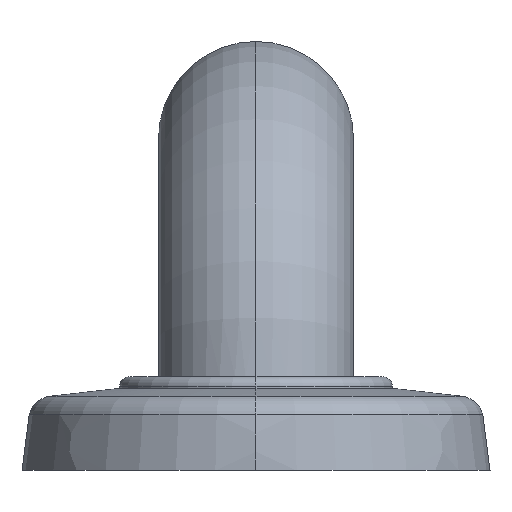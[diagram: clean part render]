
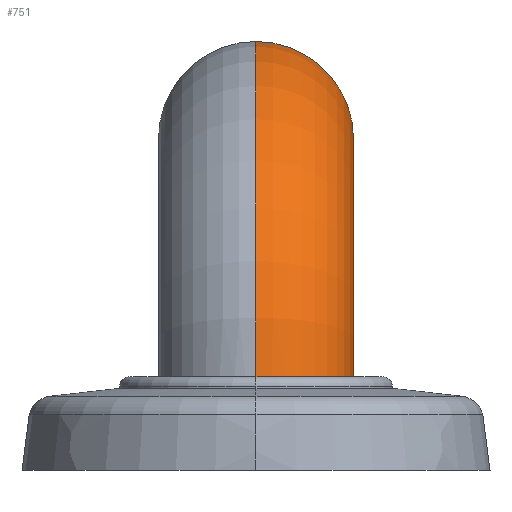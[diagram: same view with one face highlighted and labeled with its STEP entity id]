
A CAD part, left-side view. The second image highlights one B-rep face of the part: STEP entity #751.
In plain terms, the highlighted toroidal (fillet/blend) face has major radius 41.275 mm and minor radius 15.875 mm.
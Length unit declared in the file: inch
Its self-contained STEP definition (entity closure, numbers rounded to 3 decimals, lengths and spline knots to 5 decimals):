
#206=CARTESIAN_POINT('',(-6.375,0.,2.125));
#207=DIRECTION('',(1.,0.,0.));
#208=DIRECTION('',(0.,0.,1.));
#209=AXIS2_PLACEMENT_3D('',#206,#207,#208);
#215=CARTESIAN_POINT('',(-6.375,0.,0.5));
#216=DIRECTION('',(0.,1.,0.));
#217=DIRECTION('',(-0.999,0.,0.044));
#218=AXIS2_PLACEMENT_3D('',#215,#216,#217);
#220=CARTESIAN_POINT('',(-7.36999,0.,0.6));
#251=CARTESIAN_POINT('',(-8.62278,0.,0.6));
#253=CARTESIAN_POINT('',(-8.62278,0.,0.6));
#254=CARTESIAN_POINT('',(-8.62278,-0.02263,0.6));
#255=CARTESIAN_POINT('',(-8.62034,-0.06758,0.6));
#256=CARTESIAN_POINT('',(-8.60936,-0.13456,0.6));
#257=CARTESIAN_POINT('',(-8.59123,-0.19981,0.6));
#258=CARTESIAN_POINT('',(-8.56611,-0.26285,0.6));
#259=CARTESIAN_POINT('',(-8.53438,-0.32268,0.6));
#260=CARTESIAN_POINT('',(-8.49625,-0.37888,0.6));
#261=CARTESIAN_POINT('',(-8.4524,-0.43048,0.6));
#262=CARTESIAN_POINT('',(-8.40303,-0.47721,0.6));
#263=CARTESIAN_POINT('',(-8.3491,-0.51818,0.6));
#264=CARTESIAN_POINT('',(-8.29079,-0.55324,0.6));
#265=CARTESIAN_POINT('',(-8.22928,-0.58167,0.6));
#266=CARTESIAN_POINT('',(-8.16474,-0.6034,0.6));
#267=CARTESIAN_POINT('',(-8.09852,-0.61796,0.6));
#268=CARTESIAN_POINT('',(-8.03075,-0.62532,0.6));
#269=CARTESIAN_POINT('',(-7.9629,-0.62531,0.6));
#270=CARTESIAN_POINT('',(-7.8951,-0.61793,0.6));
#271=CARTESIAN_POINT('',(-7.8288,-0.60334,0.6));
#272=CARTESIAN_POINT('',(-7.76414,-0.58156,0.6));
#273=CARTESIAN_POINT('',(-7.70249,-0.55306,0.6));
#274=CARTESIAN_POINT('',(-7.64404,-0.51791,0.6));
#275=CARTESIAN_POINT('',(-7.58997,-0.47685,0.6));
#276=CARTESIAN_POINT('',(-7.54049,-0.43003,0.6));
#277=CARTESIAN_POINT('',(-7.49655,-0.37836,0.6));
#278=CARTESIAN_POINT('',(-7.45837,-0.32212,0.6));
#279=CARTESIAN_POINT('',(-7.42662,-0.26231,0.6));
#280=CARTESIAN_POINT('',(-7.4015,-0.19934,0.6));
#281=CARTESIAN_POINT('',(-7.38339,-0.13421,0.6));
#282=CARTESIAN_POINT('',(-7.37242,-0.0674,0.6));
#283=CARTESIAN_POINT('',(-7.36999,-0.02256,0.6));
#284=CARTESIAN_POINT('',(-7.36999,0.,0.6));
#404=CARTESIAN_POINT('',(-6.375,0.,0.5));
#405=DIRECTION('',(0.,1.,0.));
#406=DIRECTION('',(-0.995,0.,0.1));
#407=AXIS2_PLACEMENT_3D('',#404,#405,#406);
#474=CARTESIAN_POINT('',(-6.375,0.,1.5));
#475=CARTESIAN_POINT('',(-6.375,0.,2.75));
#476=VERTEX_POINT('',#474);
#477=VERTEX_POINT('',#475);
#484=VERTEX_POINT('',#220);
#485=VERTEX_POINT('',#251);
#737=CARTESIAN_POINT('',(-6.375,0.,0.5));
#738=DIRECTION('',(0.,1.,0.));
#739=DIRECTION('',(1.,0.,0.));
#740=AXIS2_PLACEMENT_3D('',#737,#738,#739);
#741=TOROIDAL_SURFACE('',#740,1.625,0.625);
#743=ORIENTED_EDGE('',*,*,#742,.F.);
#745=ORIENTED_EDGE('',*,*,#744,.T.);
#746=ORIENTED_EDGE('',*,*,#727,.T.);
#748=ORIENTED_EDGE('',*,*,#747,.F.);
#749=EDGE_LOOP('',(#743,#745,#746,#748));
#750=FACE_OUTER_BOUND('',#749,.F.);
#751=ADVANCED_FACE('',(#750),#741,.T.);
#210=CIRCLE('',#209,0.625);
#219=CIRCLE('',#218,2.25);
#285=B_SPLINE_CURVE_WITH_KNOTS('',3,(#253,#254,#255,#256,#257,#258,#259,#260,
#261,#262,#263,#264,#265,#266,#267,#268,#269,#270,#271,#272,#273,#274,#275,#276,
#277,#278,#279,#280,#281,#282,#283,#284),.UNSPECIFIED.,.F.,.F.,(4,1,1,1,1,1,1,1,
1,1,1,1,1,1,1,1,1,1,1,1,1,1,1,1,1,1,1,1,1,4),(0.,0.03448,
0.06897,0.10345,0.13793,0.17241,
0.2069,0.24138,0.27586,0.31034,
0.34483,0.37931,0.41379,0.44828,
0.48276,0.51724,0.55172,0.58621,
0.62069,0.65517,0.68966,0.72414,
0.75862,0.7931,0.82759,0.86207,
0.89655,0.93103,0.96552,1.),.UNSPECIFIED.);
#408=CIRCLE('',#407,1.);
#727=EDGE_CURVE('',#477,#476,#210,.T.);
#742=EDGE_CURVE('',#485,#484,#285,.T.);
#744=EDGE_CURVE('',#485,#477,#219,.T.);
#747=EDGE_CURVE('',#484,#476,#408,.T.);
